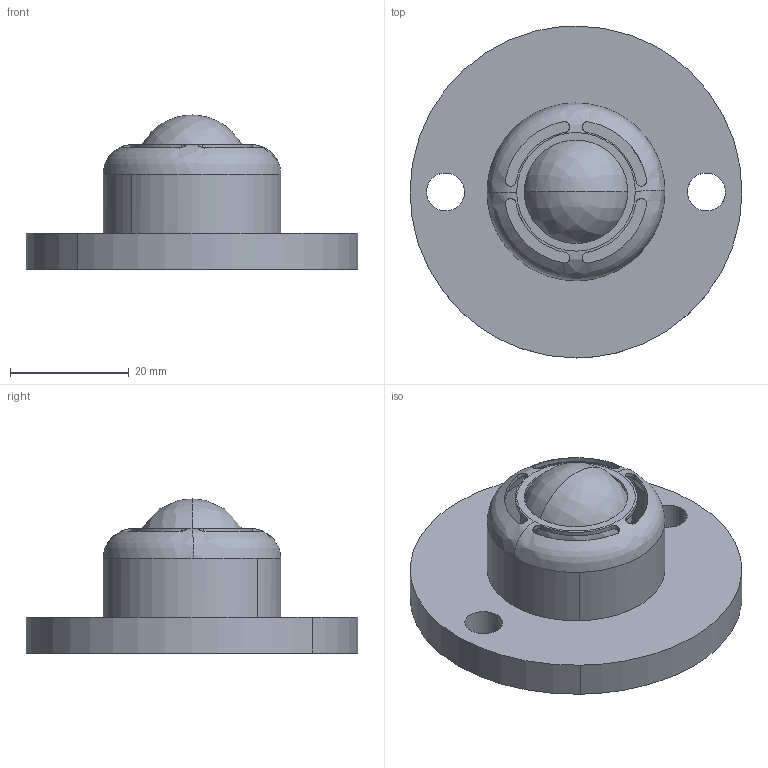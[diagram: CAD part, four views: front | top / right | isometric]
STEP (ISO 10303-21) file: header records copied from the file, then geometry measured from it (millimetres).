
FILE_DESCRIPTION((''),'2;1');
FILE_NAME('','2009-01-19T13:46:01',(''),(''),'','CADfix','');
FILE_SCHEMA(('AUTOMOTIVE_DESIGN { 1 0 10303 214 1 1 1 1 }'));
Length unit declared in the file: millimetre
Bounding box: 56 x 56 x 26 mm (x, y, z)
Volume: 18005.7 mm3; surface area: 10686.5 mm2
Topology: 2 solids, 2 shells, 59 faces, 240 edges, 192 vertices
Faces by surface type: bspline 59
Entity records: 4614 total; most frequent: CARTESIAN_POINT 3202, ORIENTED_EDGE 480, EDGE_CURVE 240, VERTEX_POINT 192, B_SPLINE_CURVE_WITH_KNOTS 184, EDGE_LOOP 78, FACE_OUTER_BOUND 59, ADVANCED_FACE 59
